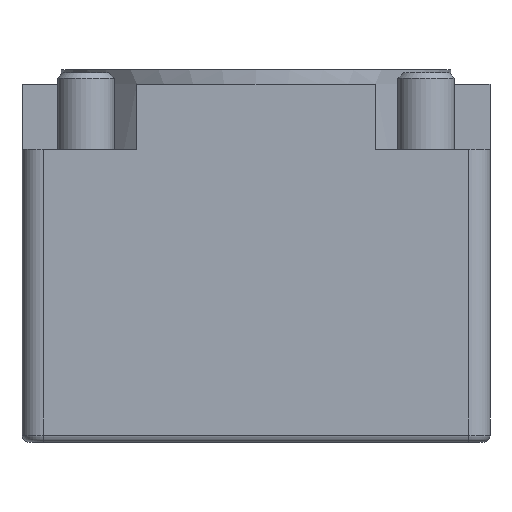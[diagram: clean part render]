
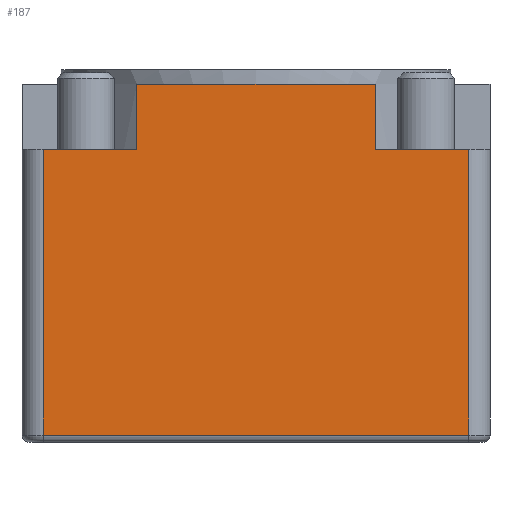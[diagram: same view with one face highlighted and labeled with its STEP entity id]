
A CAD part, front view. The second image highlights one B-rep face of the part: STEP entity #187.
In plain terms, the highlighted planar face has unit normal (0, -1, 0).
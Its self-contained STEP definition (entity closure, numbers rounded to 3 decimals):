
#187=ADVANCED_FACE('',(#706),#707,.T.);
#706=FACE_OUTER_BOUND('',#1617,.T.);
#707=PLANE('',#1618);
#1617=EDGE_LOOP('',(#3162,#3163,#3164,#3165,#3166,#3167,#3168,#3169));
#1618=AXIS2_PLACEMENT_3D('',#3170,#3171,#3172);
#3162=ORIENTED_EDGE('',*,*,#6033,.F.);
#3163=ORIENTED_EDGE('',*,*,#5991,.F.);
#3164=ORIENTED_EDGE('',*,*,#6034,.F.);
#3165=ORIENTED_EDGE('',*,*,#6035,.F.);
#3166=ORIENTED_EDGE('',*,*,#6036,.T.);
#3167=ORIENTED_EDGE('',*,*,#5968,.F.);
#3168=ORIENTED_EDGE('',*,*,#6007,.T.);
#3169=ORIENTED_EDGE('',*,*,#6032,.F.);
#3170=CARTESIAN_POINT('',(-16.5,-16.5,-10.0));
#3171=DIRECTION('',(0.0,-1.0,0.0));
#3172=DIRECTION('',(0.0,0.0,-1.0));
#5968=EDGE_CURVE('',#7052,#7053,#7054,.T.);
#5991=EDGE_CURVE('',#7092,#7094,#7095,.T.);
#6007=EDGE_CURVE('',#7052,#7111,#7112,.F.);
#6032=EDGE_CURVE('',#7143,#7111,#7146,.F.);
#6033=EDGE_CURVE('',#7094,#7143,#7147,.F.);
#6034=EDGE_CURVE('',#7148,#7092,#7149,.T.);
#6035=EDGE_CURVE('',#7150,#7148,#7151,.F.);
#6036=EDGE_CURVE('',#7150,#7053,#7152,.F.);
#7052=VERTEX_POINT('',#8671);
#7053=VERTEX_POINT('',#8672);
#7054=LINE('',#8673,#8674);
#7092=VERTEX_POINT('',#8725);
#7094=VERTEX_POINT('',#8728);
#7095=LINE('',#8729,#8730);
#7111=VERTEX_POINT('',#8746);
#7112=LINE('',#8747,#8748);
#7143=VERTEX_POINT('',#8790);
#7146=LINE('',#8793,#8794);
#7147=LINE('',#8795,#8796);
#7148=VERTEX_POINT('',#8797);
#7149=LINE('',#8798,#8799);
#7150=VERTEX_POINT('',#8800);
#7151=LINE('',#8801,#8802);
#7152=LINE('',#8803,#8804);
#8671=CARTESIAN_POINT('',(-15.0,-16.5,10.65));
#8672=CARTESIAN_POINT('',(-8.4,-16.5,10.65));
#8673=CARTESIAN_POINT('',(-8.25,-16.5,10.65));
#8674=VECTOR('',#11027,1.0);
#8725=CARTESIAN_POINT('',(8.4,-16.5,10.65));
#8728=CARTESIAN_POINT('',(15.0,-16.5,10.65));
#8729=CARTESIAN_POINT('',(-8.25,-16.5,10.65));
#8730=VECTOR('',#11066,1.0);
#8746=CARTESIAN_POINT('',(-15.0,-16.5,-9.5));
#8747=CARTESIAN_POINT('',(-15.0,-16.5,15.341));
#8748=VECTOR('',#11112,1.0);
#8790=CARTESIAN_POINT('',(15.0,-16.5,-9.5));
#8793=CARTESIAN_POINT('',(15.127,-16.5,-9.5));
#8794=VECTOR('',#11163,1.0);
#8795=CARTESIAN_POINT('',(15.0,-16.5,15.341));
#8796=VECTOR('',#11164,1.0);
#8797=CARTESIAN_POINT('',(8.4,-16.5,15.25));
#8798=CARTESIAN_POINT('',(8.4,-16.5,2.625));
#8799=VECTOR('',#11165,1.0);
#8800=CARTESIAN_POINT('',(-8.4,-16.5,15.25));
#8801=CARTESIAN_POINT('',(-8.25,-16.5,15.25));
#8802=VECTOR('',#11166,1.0);
#8803=CARTESIAN_POINT('',(-8.4,-16.5,2.625));
#8804=VECTOR('',#11167,1.0);
#11027=DIRECTION('',(1.0,0.0,-0.0));
#11066=DIRECTION('',(1.0,0.0,-0.0));
#11112=DIRECTION('',(-0.0,0.0,1.0));
#11163=DIRECTION('',(1.0,0.0,0.0));
#11164=DIRECTION('',(-0.0,0.0,1.0));
#11165=DIRECTION('',(-0.0,-0.0,-1.0));
#11166=DIRECTION('',(-1.0,0.0,0.0));
#11167=DIRECTION('',(-0.0,0.0,1.0));
